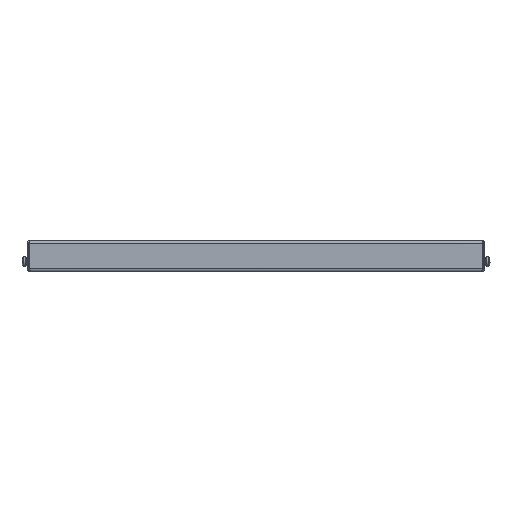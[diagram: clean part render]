
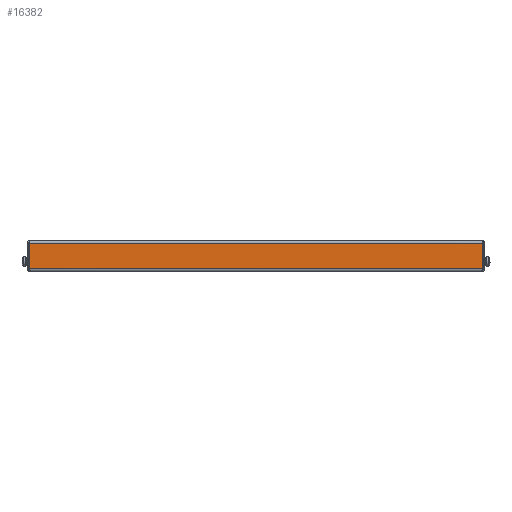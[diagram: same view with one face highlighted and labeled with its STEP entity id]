
A CAD part, front view. The second image highlights one B-rep face of the part: STEP entity #16382.
In plain terms, the highlighted planar face has unit normal (0, -1, 0).
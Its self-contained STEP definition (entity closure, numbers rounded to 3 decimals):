
#742 = ORIENTED_EDGE ( 'NONE', *, *, #13402, .F. ) ;
#1017 = DIRECTION ( 'NONE',  ( 1., 0., 0. ) ) ;
#1099 = AXIS2_PLACEMENT_3D ( 'NONE', #5369, #6872, #11431 ) ;
#1407 = ORIENTED_EDGE ( 'NONE', *, *, #5067, .T. ) ;
#1696 = VECTOR ( 'NONE', #14857, 1000. ) ;
#1745 = LINE ( 'NONE', #15022, #19196 ) ;
#2505 = ORIENTED_EDGE ( 'NONE', *, *, #19303, .F. ) ;
#3199 = VERTEX_POINT ( 'NONE', #11790 ) ;
#5067 = EDGE_CURVE ( 'NONE', #5074, #20175, #7521, .T. ) ;
#5074 = VERTEX_POINT ( 'NONE', #5872 ) ;
#5369 = CARTESIAN_POINT ( 'NONE',  ( 0., -273., 0. ) ) ;
#5872 = CARTESIAN_POINT ( 'NONE',  ( -248.893, -273., -31.6 ) ) ;
#6872 = DIRECTION ( 'NONE',  ( 0., 1., 0. ) ) ;
#7008 = DIRECTION ( 'NONE',  ( 0., 0., -1. ) ) ;
#7521 = LINE ( 'NONE', #13002, #1696 ) ;
#7690 = ORIENTED_EDGE ( 'NONE', *, *, #18267, .T. ) ;
#8315 = LINE ( 'NONE', #9579, #9730 ) ;
#9579 = CARTESIAN_POINT ( 'NONE',  ( 248.893, -273., -1.4 ) ) ;
#9730 = VECTOR ( 'NONE', #21927, 1000. ) ;
#10830 = PLANE ( 'NONE',  #1099 ) ;
#11431 = DIRECTION ( 'NONE',  ( 0., 0., 1. ) ) ;
#11790 = CARTESIAN_POINT ( 'NONE',  ( -248.893, -273., -3.4 ) ) ;
#13002 = CARTESIAN_POINT ( 'NONE',  ( -248.893, -273., -31.6 ) ) ;
#13402 = EDGE_CURVE ( 'NONE', #13916, #20175, #8315, .T. ) ;
#13916 = VERTEX_POINT ( 'NONE', #15108 ) ;
#14857 = DIRECTION ( 'NONE',  ( 1., 0., 0. ) ) ;
#15022 = CARTESIAN_POINT ( 'NONE',  ( 251., -273., -3.4 ) ) ;
#15048 = EDGE_LOOP ( 'NONE', ( #1407, #742, #2505, #7690 ) ) ;
#15108 = CARTESIAN_POINT ( 'NONE',  ( 248.893, -273., -3.4 ) ) ;
#15127 = LINE ( 'NONE', #21020, #19282 ) ;
#16382 = ADVANCED_FACE ( 'NONE', ( #19544 ), #10830, .F. ) ;
#18267 = EDGE_CURVE ( 'NONE', #3199, #5074, #15127, .T. ) ;
#19196 = VECTOR ( 'NONE', #1017, 1000. ) ;
#19282 = VECTOR ( 'NONE', #7008, 1000. ) ;
#19303 = EDGE_CURVE ( 'NONE', #3199, #13916, #1745, .T. ) ;
#19544 = FACE_OUTER_BOUND ( 'NONE', #15048, .T. ) ;
#19639 = CARTESIAN_POINT ( 'NONE',  ( 248.893, -273., -31.6 ) ) ;
#20175 = VERTEX_POINT ( 'NONE', #19639 ) ;
#21020 = CARTESIAN_POINT ( 'NONE',  ( -248.893, -273., 0. ) ) ;
#21927 = DIRECTION ( 'NONE',  ( 0., 0., -1. ) ) ;
